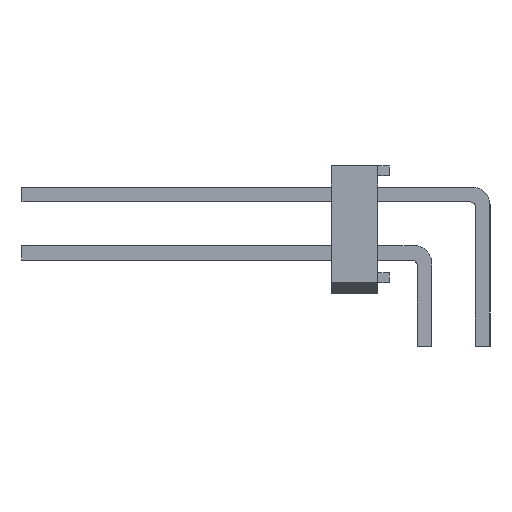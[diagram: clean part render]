
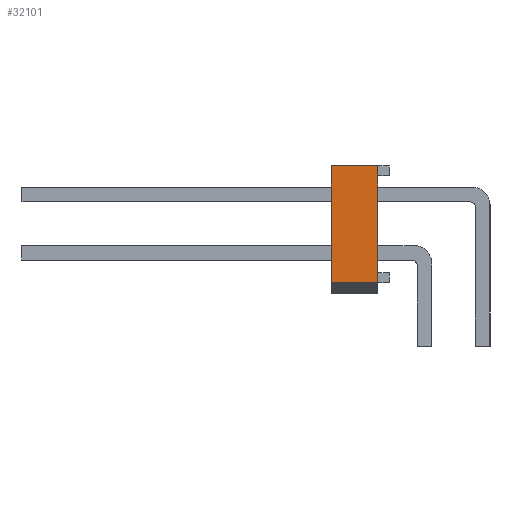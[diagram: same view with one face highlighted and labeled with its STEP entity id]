
A CAD part, left-side view. The second image highlights one B-rep face of the part: STEP entity #32101.
In plain terms, the highlighted face is planar.
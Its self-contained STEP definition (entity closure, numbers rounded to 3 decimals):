
#17198 = VERTEX_POINT('',#17199);
#17199 = CARTESIAN_POINT('',(31.75,2.54,-2.54));
#17205 = EDGE_CURVE('',#17198,#17206,#17208,.T.);
#17206 = VERTEX_POINT('',#17207);
#17207 = CARTESIAN_POINT('',(31.75,0.508,-2.54));
#17208 = LINE('',#17209,#17210);
#17209 = CARTESIAN_POINT('',(31.75,2.54,-2.54));
#17210 = VECTOR('',#17211,1.);
#17211 = DIRECTION('',(0.,-1.,0.));
#32066 = VERTEX_POINT('',#32067);
#32067 = CARTESIAN_POINT('',(31.75,0.508,2.54));
#32075 = EDGE_CURVE('',#32076,#32066,#32078,.T.);
#32076 = VERTEX_POINT('',#32077);
#32077 = CARTESIAN_POINT('',(31.75,2.54,2.54));
#32078 = LINE('',#32079,#32080);
#32079 = CARTESIAN_POINT('',(31.75,2.54,2.54));
#32080 = VECTOR('',#32081,1.);
#32081 = DIRECTION('',(0.,-1.,0.));
#32101 = ADVANCED_FACE('',(#32102),#32118,.F.);
#32102 = FACE_BOUND('',#32103,.T.);
#32103 = EDGE_LOOP('',(#32104,#32110,#32111,#32117));
#32104 = ORIENTED_EDGE('',*,*,#32105,.F.);
#32105 = EDGE_CURVE('',#17206,#32066,#32106,.T.);
#32106 = LINE('',#32107,#32108);
#32107 = CARTESIAN_POINT('',(31.75,0.508,2.54));
#32108 = VECTOR('',#32109,1.);
#32109 = DIRECTION('',(0.,0.,1.));
#32110 = ORIENTED_EDGE('',*,*,#17205,.F.);
#32111 = ORIENTED_EDGE('',*,*,#32112,.F.);
#32112 = EDGE_CURVE('',#32076,#17198,#32113,.T.);
#32113 = LINE('',#32114,#32115);
#32114 = CARTESIAN_POINT('',(31.75,2.54,2.54));
#32115 = VECTOR('',#32116,1.);
#32116 = DIRECTION('',(0.,0.,-1.));
#32117 = ORIENTED_EDGE('',*,*,#32075,.T.);
#32118 = PLANE('',#32119);
#32119 = AXIS2_PLACEMENT_3D('',#32120,#32121,#32122);
#32120 = CARTESIAN_POINT('',(31.75,2.54,2.54));
#32121 = DIRECTION('',(-1.,0.,0.));
#32122 = DIRECTION('',(0.,0.,1.));
